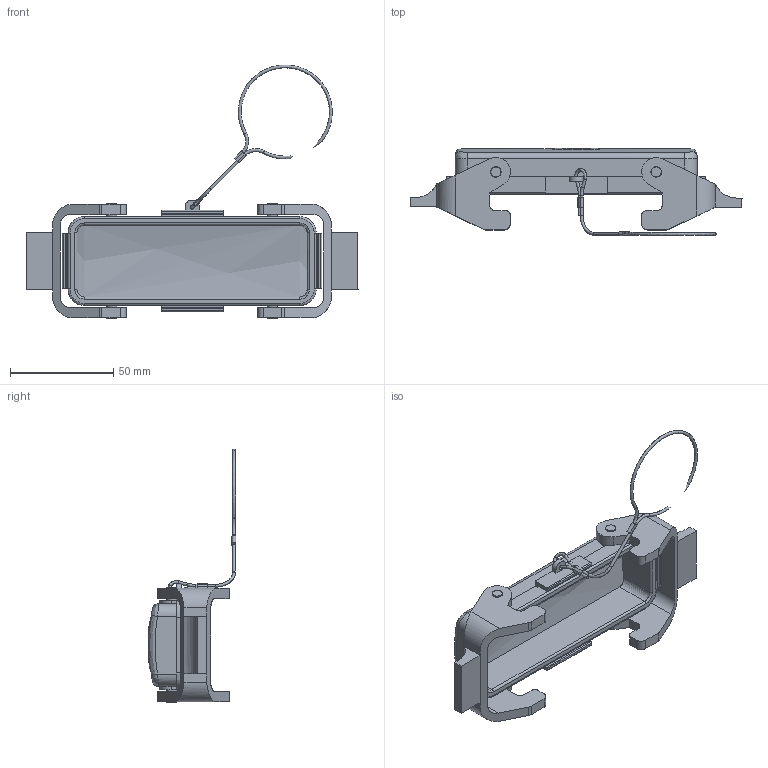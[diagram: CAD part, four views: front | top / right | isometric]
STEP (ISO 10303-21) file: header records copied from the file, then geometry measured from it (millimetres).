
FILE_DESCRIPTION(( 'HARTING HARTING HARTING HARTING HARTING HARTING HARTING HARTING HARTING', 'This Document is valid for Parts No. 09 30 024 5422'),'2;1');
FILE_NAME('MD_09300245422_R30114.stp', '2007-03-23T14:42:09',('ITIS-3'),('HARTING KGaA, D-32339 Espelkamp'), 'I-DEAS Master Series 10','HP-UNIX','Yes');
FILE_SCHEMA(('AUTOMOTIVE_DESIGN { 1 0 10303 214 1 1 1 1 }'));
Length unit declared in the file: millimetre
Products named in the file (1): Abdeckkappe Han 24B
Bounding box: 160.51 x 42.45 x 122.78 mm (x, y, z)
Volume: 54028.9 mm3; surface area: 38344.3 mm2
Topology: 3 solids, 3 shells, 327 faces, 852 edges, 558 vertices
Faces by surface type: bspline 327
Entity records: 11299 total; most frequent: CARTESIAN_POINT 5948, ORIENTED_EDGE 1688, EDGE_CURVE 844, VERTEX_POINT 547, B_SPLINE_CURVE_WITH_KNOTS 382, EDGE_LOOP 365, FACE_OUTER_BOUND 327, ADVANCED_FACE 327
